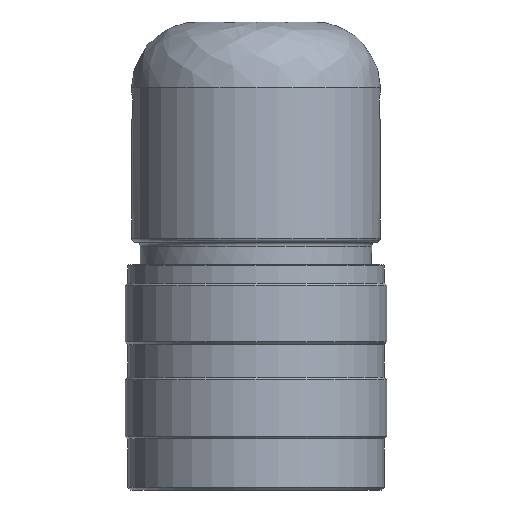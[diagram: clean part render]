
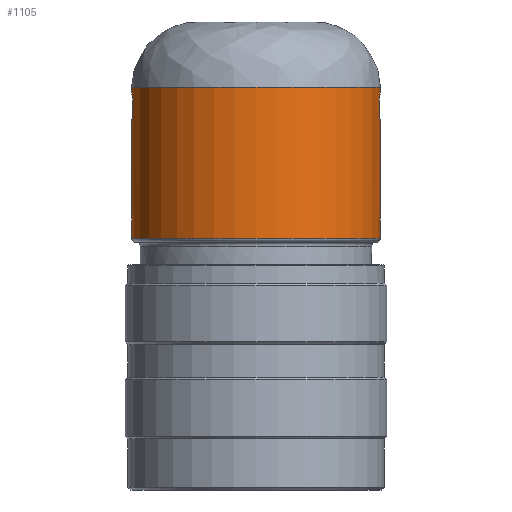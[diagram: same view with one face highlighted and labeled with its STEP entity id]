
A CAD part, left-side view. The second image highlights one B-rep face of the part: STEP entity #1105.
In plain terms, the highlighted cylindrical face has radius 9.5 mm (diameter 19 mm), a partial arc.
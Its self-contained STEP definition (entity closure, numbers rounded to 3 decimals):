
#297=FACE_OUTER_BOUND('',#1512,.T.);
#409=B_SPLINE_CURVE_WITH_KNOTS('',3,(#6037,#6038,#6039,#6040,#6041,#6042,
#6043,#6044,#6045,#6046),.UNSPECIFIED.,.F.,.F.,(4,2,2,2,4),(0.,0.125,0.25,
0.5,1.),.UNSPECIFIED.);
#410=B_SPLINE_CURVE_WITH_KNOTS('',3,(#6054,#6055,#6056,#6057,#6058,#6059,
#6060,#6061,#6062,#6063),.UNSPECIFIED.,.F.,.F.,(4,2,2,2,4),(0.,0.5,0.75,
0.875,1.),.UNSPECIFIED.);
#411=B_SPLINE_CURVE_WITH_KNOTS('',3,(#6096,#6097,#6098,#6099,#6100,#6101,
#6102,#6103,#6104,#6105),.UNSPECIFIED.,.F.,.F.,(4,2,2,2,4),(0.,0.125,0.25,
0.5,1.),.UNSPECIFIED.);
#412=B_SPLINE_CURVE_WITH_KNOTS('',3,(#6121,#6122,#6123,#6124,#6125,#6126,
#6127,#6128,#6129,#6130),.UNSPECIFIED.,.F.,.F.,(4,2,2,2,4),(0.,0.5,0.75,
0.875,1.),.UNSPECIFIED.);
#596=LINE('',#6050,#774);
#601=LINE('',#6111,#779);
#608=LINE('',#6165,#786);
#617=LINE('',#6197,#795);
#622=LINE('',#6214,#800);
#623=LINE('',#6218,#801);
#774=VECTOR('',#4517,1.);
#779=VECTOR('',#4530,1.);
#786=VECTOR('',#4561,1.);
#795=VECTOR('',#4598,1.);
#800=VECTOR('',#4619,1.);
#801=VECTOR('',#4622,1.);
#1105=ADVANCED_FACE('',(#297),#1186,.T.);
#1186=CYLINDRICAL_SURFACE('',#3758,9.5);
#1512=EDGE_LOOP('',(#2333,#2334,#2335,#2336,#2337,#2338,#2339,#2340,#2341,
#2342,#2343,#2344,#2345,#2346,#2347,#2348));
#2333=ORIENTED_EDGE('',*,*,#3216,.T.);
#2334=ORIENTED_EDGE('',*,*,#3217,.T.);
#2335=ORIENTED_EDGE('',*,*,#3181,.T.);
#2336=ORIENTED_EDGE('',*,*,#3176,.T.);
#2337=ORIENTED_EDGE('',*,*,#3173,.T.);
#2338=ORIENTED_EDGE('',*,*,#3188,.T.);
#2339=ORIENTED_EDGE('',*,*,#3191,.F.);
#2340=ORIENTED_EDGE('',*,*,#3172,.T.);
#2341=ORIENTED_EDGE('',*,*,#3207,.T.);
#2342=ORIENTED_EDGE('',*,*,#3208,.T.);
#2343=ORIENTED_EDGE('',*,*,#3170,.T.);
#2344=ORIENTED_EDGE('',*,*,#3168,.T.);
#2345=ORIENTED_EDGE('',*,*,#3166,.T.);
#2346=ORIENTED_EDGE('',*,*,#3213,.T.);
#2347=ORIENTED_EDGE('',*,*,#3218,.F.);
#2348=ORIENTED_EDGE('',*,*,#3219,.T.);
#2722=VERTEX_POINT('',#5929);
#2737=VERTEX_POINT('',#5980);
#2745=VERTEX_POINT('',#6036);
#2746=VERTEX_POINT('',#6047);
#2747=VERTEX_POINT('',#6051);
#2748=VERTEX_POINT('',#6064);
#2749=VERTEX_POINT('',#6106);
#2750=VERTEX_POINT('',#6107);
#2751=VERTEX_POINT('',#6112);
#2754=VERTEX_POINT('',#6131);
#2758=VERTEX_POINT('',#6160);
#2768=VERTEX_POINT('',#6196);
#2771=VERTEX_POINT('',#6209);
#2773=VERTEX_POINT('',#6215);
#2774=VERTEX_POINT('',#6216);
#2775=VERTEX_POINT('',#6219);
#3166=EDGE_CURVE('',#2746,#2745,#409,.T.);
#3168=EDGE_CURVE('',#2747,#2746,#596,.T.);
#3170=EDGE_CURVE('',#2748,#2747,#410,.T.);
#3172=EDGE_CURVE('',#2722,#2737,#3393,.T.);
#3173=EDGE_CURVE('',#2749,#2750,#411,.T.);
#3176=EDGE_CURVE('',#2751,#2749,#601,.T.);
#3181=EDGE_CURVE('',#2754,#2751,#412,.T.);
#3188=EDGE_CURVE('',#2750,#2758,#3398,.T.);
#3191=EDGE_CURVE('',#2722,#2758,#608,.T.);
#3207=EDGE_CURVE('',#2737,#2768,#617,.T.);
#3208=EDGE_CURVE('',#2768,#2748,#3407,.T.);
#3213=EDGE_CURVE('',#2745,#2771,#3409,.T.);
#3216=EDGE_CURVE('',#2773,#2774,#622,.T.);
#3217=EDGE_CURVE('',#2774,#2754,#3411,.T.);
#3218=EDGE_CURVE('',#2775,#2771,#623,.T.);
#3219=EDGE_CURVE('',#2775,#2773,#3412,.T.);
#3393=CIRCLE('',#3720,9.5);
#3398=CIRCLE('',#3731,9.5);
#3407=CIRCLE('',#3749,9.5);
#3409=CIRCLE('',#3753,9.5);
#3411=CIRCLE('',#3756,9.5);
#3412=CIRCLE('',#3757,9.5);
#3720=AXIS2_PLACEMENT_3D('',#6067,#4524,#4525);
#3731=AXIS2_PLACEMENT_3D('',#6159,#4554,#4555);
#3749=AXIS2_PLACEMENT_3D('',#6199,#4601,#4602);
#3753=AXIS2_PLACEMENT_3D('',#6208,#4612,#4613);
#3756=AXIS2_PLACEMENT_3D('',#6217,#4620,#4621);
#3757=AXIS2_PLACEMENT_3D('',#6220,#4623,#4624);
#3758=AXIS2_PLACEMENT_3D('',#6221,#4625,#4626);
#4517=DIRECTION('',(0.,0.,-1.));
#4524=DIRECTION('',(0.,0.,-1.));
#4525=DIRECTION('',(1.,0.,0.));
#4530=DIRECTION('',(0.,0.,1.));
#4554=DIRECTION('',(0.,0.,1.));
#4555=DIRECTION('',(0.,-1.,0.));
#4561=DIRECTION('',(0.,0.,-1.));
#4598=DIRECTION('',(0.,0.,-1.));
#4601=DIRECTION('',(0.,0.,1.));
#4602=DIRECTION('',(0.,-1.,0.));
#4612=DIRECTION('',(0.,0.,-1.));
#4613=DIRECTION('',(0.,1.,0.));
#4619=DIRECTION('',(0.,0.,1.));
#4620=DIRECTION('',(0.,0.,-1.));
#4621=DIRECTION('',(0.,1.,0.));
#4622=DIRECTION('',(0.,0.,1.));
#4623=DIRECTION('',(0.,0.,1.));
#4624=DIRECTION('',(-1.,0.,0.));
#4625=DIRECTION('',(0.,0.,1.));
#4626=DIRECTION('',(1.,0.,0.));
#5929=CARTESIAN_POINT('',(1.504,-9.38,3.5));
#5980=CARTESIAN_POINT('',(1.504,9.38,3.5));
#6036=CARTESIAN_POINT('',(0.113,9.499,1.));
#6037=CARTESIAN_POINT('',(-1.271,9.415,1.3));
#6038=CARTESIAN_POINT('',(-1.271,9.415,1.237));
#6039=CARTESIAN_POINT('',(-1.209,9.423,1.193));
#6040=CARTESIAN_POINT('',(-1.101,9.436,1.134));
#6041=CARTESIAN_POINT('',(-1.043,9.443,1.114));
#6042=CARTESIAN_POINT('',(-0.865,9.461,1.064));
#6043=CARTESIAN_POINT('',(-0.745,9.472,1.045));
#6044=CARTESIAN_POINT('',(-0.38,9.496,1.005));
#6045=CARTESIAN_POINT('',(-0.134,9.502,1.));
#6046=CARTESIAN_POINT('',(0.113,9.499,1.));
#6047=CARTESIAN_POINT('',(-1.271,9.415,1.3));
#6050=CARTESIAN_POINT('',(-1.271,9.415,8.5));
#6051=CARTESIAN_POINT('',(-1.271,9.415,2.7));
#6054=CARTESIAN_POINT('',(0.113,9.499,3.));
#6055=CARTESIAN_POINT('',(-0.134,9.502,3.));
#6056=CARTESIAN_POINT('',(-0.38,9.496,2.995));
#6057=CARTESIAN_POINT('',(-0.746,9.471,2.954));
#6058=CARTESIAN_POINT('',(-0.866,9.461,2.936));
#6059=CARTESIAN_POINT('',(-1.043,9.443,2.886));
#6060=CARTESIAN_POINT('',(-1.101,9.436,2.866));
#6061=CARTESIAN_POINT('',(-1.21,9.423,2.806));
#6062=CARTESIAN_POINT('',(-1.271,9.415,2.764));
#6063=CARTESIAN_POINT('',(-1.271,9.415,2.7));
#6064=CARTESIAN_POINT('',(0.113,9.499,3.));
#6067=CARTESIAN_POINT('',(0.,0.,3.5));
#6096=CARTESIAN_POINT('',(-1.271,-9.415,2.7));
#6097=CARTESIAN_POINT('',(-1.271,-9.415,2.763));
#6098=CARTESIAN_POINT('',(-1.209,-9.423,2.807));
#6099=CARTESIAN_POINT('',(-1.101,-9.436,2.866));
#6100=CARTESIAN_POINT('',(-1.043,-9.443,2.886));
#6101=CARTESIAN_POINT('',(-0.865,-9.461,2.936));
#6102=CARTESIAN_POINT('',(-0.745,-9.472,2.955));
#6103=CARTESIAN_POINT('',(-0.38,-9.496,2.995));
#6104=CARTESIAN_POINT('',(-0.134,-9.502,3.));
#6105=CARTESIAN_POINT('',(0.113,-9.499,3.));
#6106=CARTESIAN_POINT('',(-1.271,-9.415,2.7));
#6107=CARTESIAN_POINT('',(0.113,-9.499,3.));
#6111=CARTESIAN_POINT('',(-1.271,-9.415,8.5));
#6112=CARTESIAN_POINT('',(-1.271,-9.415,1.3));
#6121=CARTESIAN_POINT('',(0.113,-9.499,1.));
#6122=CARTESIAN_POINT('',(-0.134,-9.502,1.));
#6123=CARTESIAN_POINT('',(-0.38,-9.496,1.005));
#6124=CARTESIAN_POINT('',(-0.746,-9.471,1.046));
#6125=CARTESIAN_POINT('',(-0.866,-9.461,1.064));
#6126=CARTESIAN_POINT('',(-1.043,-9.443,1.114));
#6127=CARTESIAN_POINT('',(-1.101,-9.436,1.134));
#6128=CARTESIAN_POINT('',(-1.21,-9.423,1.194));
#6129=CARTESIAN_POINT('',(-1.271,-9.415,1.236));
#6130=CARTESIAN_POINT('',(-1.271,-9.415,1.3));
#6131=CARTESIAN_POINT('',(0.113,-9.499,1.));
#6159=CARTESIAN_POINT('',(0.,0.,3.));
#6160=CARTESIAN_POINT('',(1.504,-9.38,3.));
#6165=CARTESIAN_POINT('',(1.504,-9.38,8.5));
#6196=CARTESIAN_POINT('',(1.504,9.38,3.));
#6197=CARTESIAN_POINT('',(1.504,9.38,8.5));
#6199=CARTESIAN_POINT('',(0.,0.,3.));
#6208=CARTESIAN_POINT('',(0.,0.,1.));
#6209=CARTESIAN_POINT('',(1.504,9.38,1.));
#6214=CARTESIAN_POINT('',(1.504,-9.38,-8.3));
#6215=CARTESIAN_POINT('',(1.504,-9.38,-8.));
#6216=CARTESIAN_POINT('',(1.504,-9.38,1.));
#6217=CARTESIAN_POINT('',(0.,0.,1.));
#6218=CARTESIAN_POINT('',(1.504,9.38,-8.3));
#6219=CARTESIAN_POINT('',(1.504,9.38,-8.));
#6220=CARTESIAN_POINT('',(0.,0.,-8.));
#6221=CARTESIAN_POINT('',(0.,0.,-8.3));
